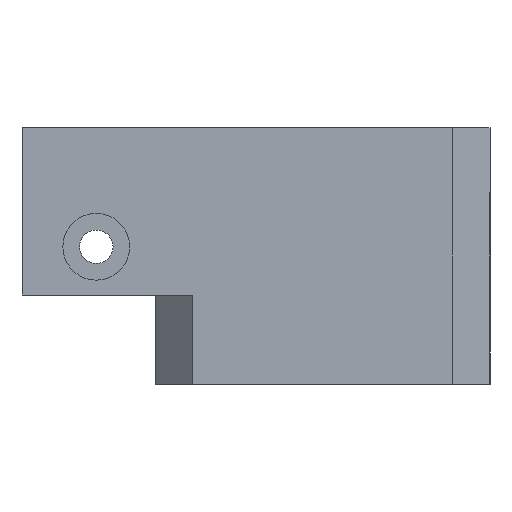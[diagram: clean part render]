
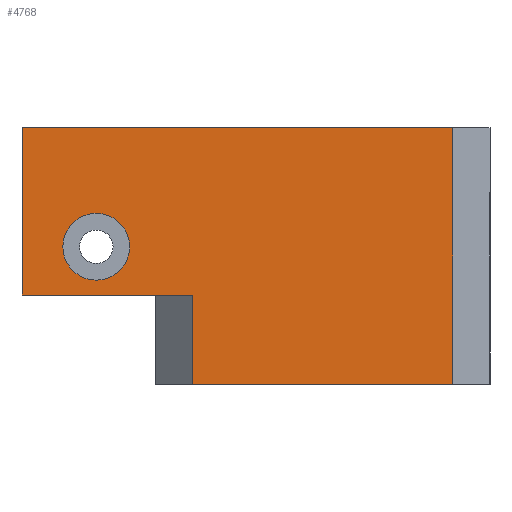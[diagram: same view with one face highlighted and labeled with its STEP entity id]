
A CAD part, front view. The second image highlights one B-rep face of the part: STEP entity #4768.
In plain terms, the highlighted planar face has unit normal (0, -1, 0).
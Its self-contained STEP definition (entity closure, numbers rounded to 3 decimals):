
#17 = DIRECTION ( 'NONE',  ( -1., 0., 0. ) ) ;
#197 = CIRCLE ( 'NONE', #9011, 4.5 ) ;
#232 = LINE ( 'NONE', #3706, #4440 ) ;
#344 = VECTOR ( 'NONE', #3435, 1000. ) ;
#462 = VECTOR ( 'NONE', #2219, 1000. ) ;
#908 = AXIS2_PLACEMENT_3D ( 'NONE', #6353, #7902, #2802 ) ;
#976 = ORIENTED_EDGE ( 'NONE', *, *, #4833, .F. ) ;
#1026 = CARTESIAN_POINT ( 'NONE',  ( 29., -124., -21.5 ) ) ;
#1027 = CARTESIAN_POINT ( 'NONE',  ( -6., -124., -9.5 ) ) ;
#1103 = LINE ( 'NONE', #2638, #344 ) ;
#1112 = PLANE ( 'NONE',  #5987 ) ;
#1348 = ORIENTED_EDGE ( 'NONE', *, *, #7190, .F. ) ;
#1512 = VERTEX_POINT ( 'NONE', #2007 ) ;
#1703 = EDGE_CURVE ( 'NONE', #7702, #4671, #5883, .T. ) ;
#1982 = CARTESIAN_POINT ( 'NONE',  ( -6., -124., -21.5 ) ) ;
#2007 = CARTESIAN_POINT ( 'NONE',  ( 29., -124., 13. ) ) ;
#2044 = ORIENTED_EDGE ( 'NONE', *, *, #6537, .F. ) ;
#2219 = DIRECTION ( 'NONE',  ( -1., 0., 0. ) ) ;
#2290 = LINE ( 'NONE', #5515, #5851 ) ;
#2335 = LINE ( 'NONE', #8652, #462 ) ;
#2638 = CARTESIAN_POINT ( 'NONE',  ( -29., -124., 13. ) ) ;
#2802 = DIRECTION ( 'NONE',  ( 0., 0., -1. ) ) ;
#3435 = DIRECTION ( 'NONE',  ( 0., 0., -1. ) ) ;
#3621 = DIRECTION ( 'NONE',  ( 0., 0., 1. ) ) ;
#3706 = CARTESIAN_POINT ( 'NONE',  ( 29., -124., 13. ) ) ;
#3913 = EDGE_LOOP ( 'NONE', ( #976, #5929 ) ) ;
#3939 = VERTEX_POINT ( 'NONE', #6027 ) ;
#3954 = FACE_OUTER_BOUND ( 'NONE', #8107, .T. ) ;
#4068 = EDGE_CURVE ( 'NONE', #6029, #4901, #2290, .T. ) ;
#4312 = CARTESIAN_POINT ( 'NONE',  ( 82.968, -124., -21.5 ) ) ;
#4440 = VECTOR ( 'NONE', #3621, 1000. ) ;
#4532 = ORIENTED_EDGE ( 'NONE', *, *, #5705, .F. ) ;
#4581 = ORIENTED_EDGE ( 'NONE', *, *, #8745, .T. ) ;
#4671 = VERTEX_POINT ( 'NONE', #5375 ) ;
#4768 = ADVANCED_FACE ( 'NONE', ( #6170, #3954 ), #1112, .F. ) ;
#4833 = EDGE_CURVE ( 'NONE', #4671, #7702, #197, .T. ) ;
#4901 = VERTEX_POINT ( 'NONE', #1982 ) ;
#5375 = CARTESIAN_POINT ( 'NONE',  ( -19., -124., -7.5 ) ) ;
#5502 = DIRECTION ( 'NONE',  ( 0., -1., 0. ) ) ;
#5506 = LINE ( 'NONE', #8301, #6598 ) ;
#5515 = CARTESIAN_POINT ( 'NONE',  ( -6., -124., 13. ) ) ;
#5559 = CARTESIAN_POINT ( 'NONE',  ( -29., -124., 13. ) ) ;
#5705 = EDGE_CURVE ( 'NONE', #6796, #1512, #5506, .T. ) ;
#5851 = VECTOR ( 'NONE', #9034, 1000. ) ;
#5883 = CIRCLE ( 'NONE', #908, 4.5 ) ;
#5920 = VECTOR ( 'NONE', #17, 1000. ) ;
#5929 = ORIENTED_EDGE ( 'NONE', *, *, #1703, .F. ) ;
#5987 = AXIS2_PLACEMENT_3D ( 'NONE', #5559, #9116, #6886 ) ;
#6027 = CARTESIAN_POINT ( 'NONE',  ( -29., -124., -9.5 ) ) ;
#6029 = VERTEX_POINT ( 'NONE', #1027 ) ;
#6170 = FACE_BOUND ( 'NONE', #3913, .T. ) ;
#6353 = CARTESIAN_POINT ( 'NONE',  ( -19., -124., -3. ) ) ;
#6485 = CARTESIAN_POINT ( 'NONE',  ( -19., -124., 1.5 ) ) ;
#6537 = EDGE_CURVE ( 'NONE', #7593, #4901, #7362, .T. ) ;
#6598 = VECTOR ( 'NONE', #9006, 1000. ) ;
#6665 = CARTESIAN_POINT ( 'NONE',  ( -29., -124., 13. ) ) ;
#6796 = VERTEX_POINT ( 'NONE', #6665 ) ;
#6886 = DIRECTION ( 'NONE',  ( 0., 0., 1. ) ) ;
#7005 = CARTESIAN_POINT ( 'NONE',  ( -19., -124., -3. ) ) ;
#7190 = EDGE_CURVE ( 'NONE', #6029, #3939, #2335, .T. ) ;
#7362 = LINE ( 'NONE', #4312, #5920 ) ;
#7593 = VERTEX_POINT ( 'NONE', #1026 ) ;
#7702 = VERTEX_POINT ( 'NONE', #6485 ) ;
#7722 = DIRECTION ( 'NONE',  ( 0., 0., -1. ) ) ;
#7902 = DIRECTION ( 'NONE',  ( 0., -1., 0. ) ) ;
#8018 = ORIENTED_EDGE ( 'NONE', *, *, #8972, .T. ) ;
#8107 = EDGE_LOOP ( 'NONE', ( #2044, #4581, #4532, #8018, #1348, #9014 ) ) ;
#8301 = CARTESIAN_POINT ( 'NONE',  ( -29., -124., 13. ) ) ;
#8652 = CARTESIAN_POINT ( 'NONE',  ( -29., -124., -9.5 ) ) ;
#8745 = EDGE_CURVE ( 'NONE', #7593, #1512, #232, .T. ) ;
#8972 = EDGE_CURVE ( 'NONE', #6796, #3939, #1103, .T. ) ;
#9006 = DIRECTION ( 'NONE',  ( 1., 0., 0. ) ) ;
#9011 = AXIS2_PLACEMENT_3D ( 'NONE', #7005, #5502, #7722 ) ;
#9014 = ORIENTED_EDGE ( 'NONE', *, *, #4068, .T. ) ;
#9034 = DIRECTION ( 'NONE',  ( 0., 0., -1. ) ) ;
#9116 = DIRECTION ( 'NONE',  ( 0., 1., 0. ) ) ;
